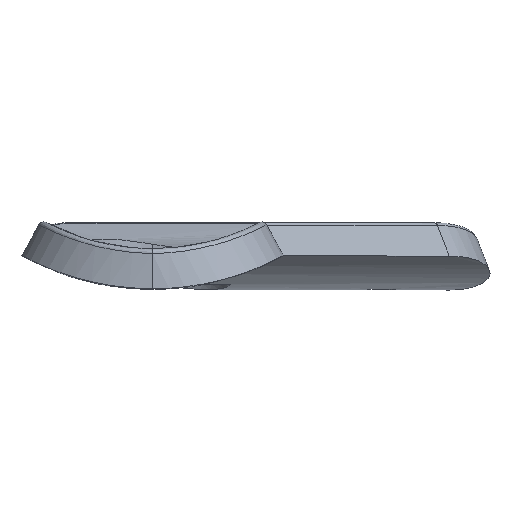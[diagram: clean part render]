
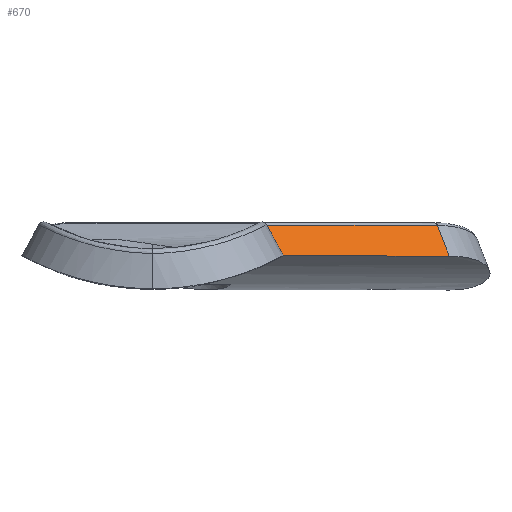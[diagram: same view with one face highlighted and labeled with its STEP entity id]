
A CAD part, top view. The second image highlights one B-rep face of the part: STEP entity #670.
In plain terms, the highlighted planar face has unit normal (0.62, 0.482, 0.62).
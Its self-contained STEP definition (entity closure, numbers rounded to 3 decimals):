
#51 = EDGE_CURVE ( 'NONE', #5146, #5643, #11138, .T. ) ;
#416 = CARTESIAN_POINT ( 'NONE',  ( 12., 3.082, 4.971 ) ) ;
#670 = ADVANCED_FACE ( 'NONE', ( #13363 ), #816, .F. ) ;
#816 = PLANE ( 'NONE',  #4431 ) ;
#1153 = EDGE_CURVE ( 'NONE', #5146, #1800, #5414, .T. ) ;
#1800 = VERTEX_POINT ( 'NONE', #3547 ) ;
#2562 = CARTESIAN_POINT ( 'NONE',  ( 25.963, 6.324, -11.514 ) ) ;
#2635 = VERTEX_POINT ( 'NONE', #6541 ) ;
#2754 = EDGE_CURVE ( 'NONE', #1800, #2635, #7879, .T. ) ;
#2851 = VECTOR ( 'NONE', #7982, 1000. ) ;
#2912 = CARTESIAN_POINT ( 'NONE',  ( 12., 3.082, 4.971 ) ) ;
#3208 = EDGE_CURVE ( 'NONE', #2635, #5643, #10320, .T. ) ;
#3547 = CARTESIAN_POINT ( 'NONE',  ( 27.224, 3.082, -10.253 ) ) ;
#4431 = AXIS2_PLACEMENT_3D ( 'NONE', #6195, #10183, #11227 ) ;
#5146 = VERTEX_POINT ( 'NONE', #2912 ) ;
#5169 = ORIENTED_EDGE ( 'NONE', *, *, #51, .F. ) ;
#5414 = LINE ( 'NONE', #416, #11577 ) ;
#5643 = VERTEX_POINT ( 'NONE', #9802 ) ;
#6195 = CARTESIAN_POINT ( 'NONE',  ( 7.529, 11.211, 3.119 ) ) ;
#6541 = CARTESIAN_POINT ( 'NONE',  ( 26.131, 5.891, -11.345 ) ) ;
#7879 = LINE ( 'NONE', #2562, #13161 ) ;
#7940 = CARTESIAN_POINT ( 'NONE',  ( 7.529, 11.211, 3.119 ) ) ;
#7982 = DIRECTION ( 'NONE',  ( -0.473, 0.859, -0.196 ) ) ;
#8247 = EDGE_LOOP ( 'NONE', ( #11129, #10987, #5169, #8441 ) ) ;
#8441 = ORIENTED_EDGE ( 'NONE', *, *, #1153, .T. ) ;
#9666 = VECTOR ( 'NONE', #12209, 1000. ) ;
#9802 = CARTESIAN_POINT ( 'NONE',  ( 10.455, 5.891, 4.331 ) ) ;
#10183 = DIRECTION ( 'NONE',  ( -0.62, -0.482, -0.62 ) ) ;
#10320 = LINE ( 'NONE', #13095, #9666 ) ;
#10980 = DIRECTION ( 'NONE',  ( 0.707, 0., -0.707 ) ) ;
#10987 = ORIENTED_EDGE ( 'NONE', *, *, #3208, .T. ) ;
#11129 = ORIENTED_EDGE ( 'NONE', *, *, #2754, .T. ) ;
#11138 = LINE ( 'NONE', #7940, #2851 ) ;
#11227 = DIRECTION ( 'NONE',  ( -0.707, 0., 0.707 ) ) ;
#11577 = VECTOR ( 'NONE', #10980, 1000. ) ;
#12209 = DIRECTION ( 'NONE',  ( -0.707, 0., 0.707 ) ) ;
#12464 = DIRECTION ( 'NONE',  ( -0.341, 0.876, -0.341 ) ) ;
#13095 = CARTESIAN_POINT ( 'NONE',  ( 9.598, 5.891, 5.188 ) ) ;
#13161 = VECTOR ( 'NONE', #12464, 1000. ) ;
#13363 = FACE_OUTER_BOUND ( 'NONE', #8247, .T. ) ;
